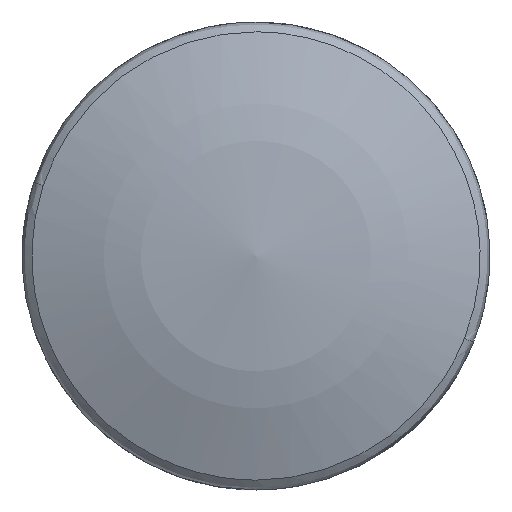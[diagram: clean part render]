
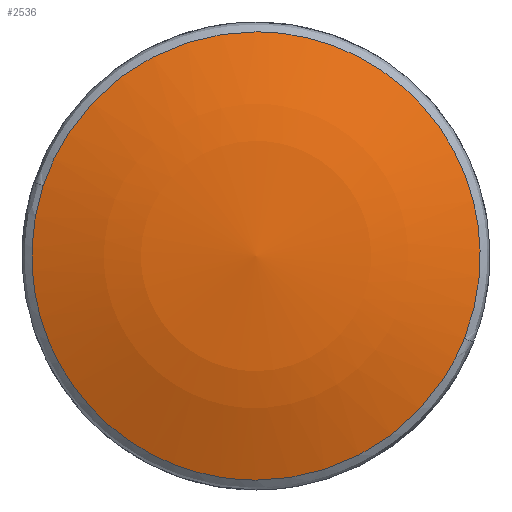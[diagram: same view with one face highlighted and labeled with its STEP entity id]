
A CAD part, front view. The second image highlights one B-rep face of the part: STEP entity #2536.
In plain terms, the highlighted free-form (B-spline) face has degree [2, 2] with [4, 4] control points.
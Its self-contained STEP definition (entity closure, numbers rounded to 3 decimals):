
#2367=CARTESIAN_POINT('',(-15.257,0.0,14.368));
#2368=VERTEX_POINT('',#2367);
#2369=CARTESIAN_POINT('',(-15.257,13.64,4.517));
#2370=VERTEX_POINT('',#2369);
#2371=CARTESIAN_POINT('',(-15.257,0.0,14.368));
#2372=CARTESIAN_POINT('',(-15.257,10.378,14.368));
#2373=CARTESIAN_POINT('',(-15.257,13.64,4.517));
#2381=(BOUNDED_CURVE()B_SPLINE_CURVE(2,(#2371,#2372,#2373),.UNSPECIFIED.,.F.,.U.)B_SPLINE_CURVE_WITH_KNOTS((3,3),(0.5,0.697),.UNSPECIFIED.)CURVE()GEOMETRIC_REPRESENTATION_ITEM()RATIONAL_B_SPLINE_CURVE((1.0,0.77,0.902))REPRESENTATION_ITEM(''));
#2382=EDGE_CURVE('',#2368,#2370,#2381,.T.);
#2384=CARTESIAN_POINT('',(-15.257,-13.359,-5.289));
#2385=VERTEX_POINT('',#2384);
#2386=CARTESIAN_POINT('',(-15.257,-13.359,-5.289));
#2387=CARTESIAN_POINT('',(-15.257,-14.368,-2.741));
#2388=CARTESIAN_POINT('',(-15.257,-14.368,0.0));
#2389=CARTESIAN_POINT('',(-15.257,-14.368,14.368));
#2390=CARTESIAN_POINT('',(-15.257,0.0,14.368));
#2398=(BOUNDED_CURVE()B_SPLINE_CURVE(2,(#2386,#2387,#2388,#2389,#2390),.UNSPECIFIED.,.F.,.U.)B_SPLINE_CURVE_WITH_KNOTS((3,2,3),(0.187,0.25,0.5),.UNSPECIFIED.)CURVE()GEOMETRIC_REPRESENTATION_ITEM()RATIONAL_B_SPLINE_CURVE((0.89,0.927,1.0,0.707,1.0))REPRESENTATION_ITEM(''));
#2399=EDGE_CURVE('',#2385,#2368,#2398,.T.);
#2456=CARTESIAN_POINT('',(-15.257,0.0,-14.368));
#2457=VERTEX_POINT('',#2456);
#2458=CARTESIAN_POINT('',(-15.257,13.64,4.517));
#2459=CARTESIAN_POINT('',(-15.257,14.368,2.317));
#2460=CARTESIAN_POINT('',(-15.257,14.368,0.0));
#2461=CARTESIAN_POINT('',(-15.257,14.368,-14.368));
#2462=CARTESIAN_POINT('',(-15.257,0.0,-14.368));
#2470=(BOUNDED_CURVE()B_SPLINE_CURVE(2,(#2458,#2459,#2460,#2461,#2462),.UNSPECIFIED.,.F.,.U.)B_SPLINE_CURVE_WITH_KNOTS((3,2,3),(0.697,0.75,1.0),.UNSPECIFIED.)CURVE()GEOMETRIC_REPRESENTATION_ITEM()RATIONAL_B_SPLINE_CURVE((0.902,0.937,1.0,0.707,1.0))REPRESENTATION_ITEM(''));
#2471=EDGE_CURVE('',#2370,#2457,#2470,.T.);
#2478=CARTESIAN_POINT('',(-15.257,0.0,-14.368));
#2479=CARTESIAN_POINT('',(-15.257,-9.765,-14.368));
#2480=CARTESIAN_POINT('',(-15.257,-13.359,-5.289));
#2488=(BOUNDED_CURVE()B_SPLINE_CURVE(2,(#2478,#2479,#2480),.UNSPECIFIED.,.F.,.U.)B_SPLINE_CURVE_WITH_KNOTS((3,3),(0.0,0.187),.UNSPECIFIED.)CURVE()GEOMETRIC_REPRESENTATION_ITEM()RATIONAL_B_SPLINE_CURVE((1.0,0.78,0.89))REPRESENTATION_ITEM(''));
#2489=EDGE_CURVE('',#2457,#2385,#2488,.T.);
#2506=CARTESIAN_POINT('',(-11.679,-15.051,15.052));
#2507=CARTESIAN_POINT('',(-14.706,-7.843,15.688));
#2508=CARTESIAN_POINT('',(-14.706,7.844,15.688));
#2509=CARTESIAN_POINT('',(-11.678,15.052,15.052));
#2510=CARTESIAN_POINT('',(-14.706,-15.687,7.844));
#2511=CARTESIAN_POINT('',(-18.,-8.189,8.19));
#2512=CARTESIAN_POINT('',(-18.0,8.19,8.19));
#2513=CARTESIAN_POINT('',(-14.706,15.688,7.844));
#2514=CARTESIAN_POINT('',(-14.706,-15.687,-7.844));
#2515=CARTESIAN_POINT('',(-18.,-8.189,-8.19));
#2516=CARTESIAN_POINT('',(-18.0,8.19,-8.19));
#2517=CARTESIAN_POINT('',(-14.706,15.688,-7.844));
#2518=CARTESIAN_POINT('',(-11.679,-15.051,-15.052));
#2519=CARTESIAN_POINT('',(-14.706,-7.843,-15.688));
#2520=CARTESIAN_POINT('',(-14.706,7.844,-15.688));
#2521=CARTESIAN_POINT('',(-11.678,15.052,-15.052));
#2529=(BOUNDED_SURFACE()B_SPLINE_SURFACE(2,2,((#2506,#2510,#2514,#2518),(#2507,#2511,#2515,#2519),(#2508,#2512,#2516,#2520),(#2509,#2513,#2517,#2521)),.UNSPECIFIED.,.F.,.F.,.U.)B_SPLINE_SURFACE_WITH_KNOTS((3,1,3),(3,1,3),(6.509,22.195,37.882),(6.508,22.195,37.883),.UNSPECIFIED.)GEOMETRIC_REPRESENTATION_ITEM()RATIONAL_B_SPLINE_SURFACE(((1.088,1.044,1.044,1.088),(1.044,1.0,1.0,1.044),(1.044,1.0,1.0,1.044),(1.088,1.044,1.044,1.088)))REPRESENTATION_ITEM('')SURFACE());
#2530=ORIENTED_EDGE('',*,*,#2489,.T.);
#2531=ORIENTED_EDGE('',*,*,#2399,.T.);
#2532=ORIENTED_EDGE('',*,*,#2382,.T.);
#2533=ORIENTED_EDGE('',*,*,#2471,.T.);
#2534=EDGE_LOOP('',(#2530,#2531,#2532,#2533));
#2535=FACE_OUTER_BOUND('',#2534,.T.);
#2536=ADVANCED_FACE('',(#2535),#2529,.T.);
